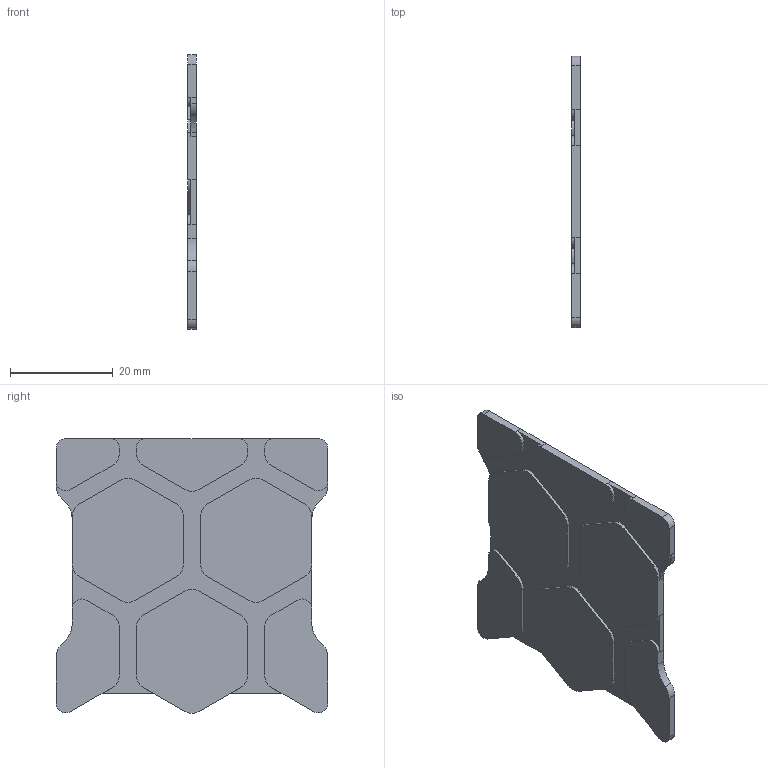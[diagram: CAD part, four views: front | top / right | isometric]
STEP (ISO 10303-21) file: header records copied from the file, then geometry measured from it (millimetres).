
FILE_DESCRIPTION(/* description */ (''),/* implementation_level */ '2;1');
FILE_NAME(/* name */ 'Fan_Support_Inserts.step',/* time_stamp */ '2022-12-29T10:12:57-08:00',/* author */ (''),/* organization */ (''),/* preprocessor_version */ 'ST-DEVELOPER v19.2',/* originating_system */ 'Autodesk Translation Framework v11.17.0.187',/* authorisation */ '');
FILE_SCHEMA (('AUTOMOTIVE_DESIGN { 1 0 10303 214 3 1 1 }'));
Length unit declared in the file: millimetre
Products named in the file (2): Insert; Hexes
Assembly tree (1 placements, depth 2):
  Insert
    Hexes
Bounding box: 1.6 x 52.9 x 53.54 mm (x, y, z)
Volume: 3714.1 mm3; surface area: 6190 mm2
Topology: 9 solids, 9 shells, 180 faces, 486 edges, 324 vertices
Faces by surface type: plane 99, cylinder 81
Entity records: 5739 total; most frequent: DIRECTION 1014, CARTESIAN_POINT 993, ORIENTED_EDGE 972, EDGE_CURVE 486, AXIS2_PLACEMENT_3D 345, LINE 324, VECTOR 324, VERTEX_POINT 324
